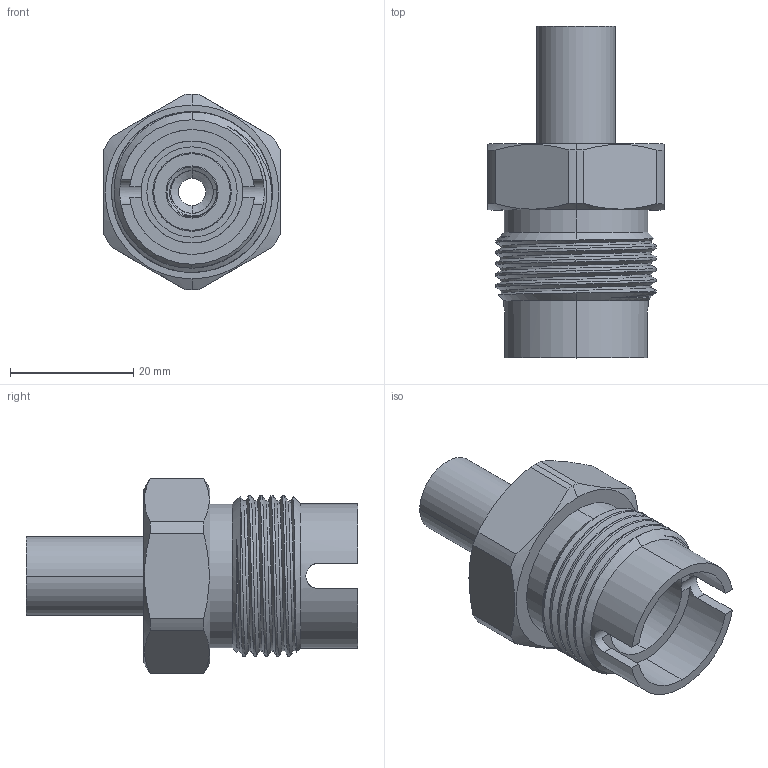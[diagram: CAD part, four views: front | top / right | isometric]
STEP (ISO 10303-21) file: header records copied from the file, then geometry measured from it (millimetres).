
FILE_DESCRIPTION (( 'STEP AP203' ), '1' );
FILE_NAME ('AD-632MSS-8TS-R.STEP', '2025-08-06T12:57:24', ( '' ), ( '' ), 'SwSTEP 2.0', 'SolidWorks 2018', '' );
FILE_SCHEMA (( 'CONFIG_CONTROL_DESIGN' ));
Length unit declared in the file: inch
Products named in the file (1): AD-632MSS-8TS-R
Bounding box: 28.57 x 53.85 x 31.75 mm (x, y, z)
Volume: 15165.4 mm3; surface area: 7101.2 mm2
Topology: 1 solids, 1 shells, 186 faces, 563 edges, 393 vertices
Faces by surface type: plane 61, bspline 60, cylinder 49, cone 14, torus 2
Entity records: 16851 total; most frequent: CARTESIAN_POINT 12262, ORIENTED_EDGE 1126, DIRECTION 646, EDGE_CURVE 563, VERTEX_POINT 393, B_SPLINE_CURVE_WITH_KNOTS 251, LINE 232, VECTOR 232
